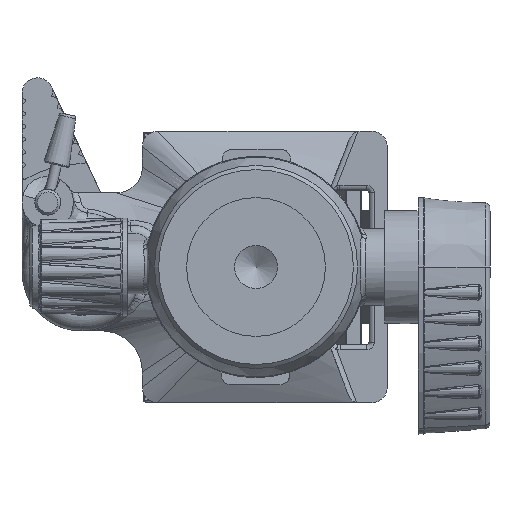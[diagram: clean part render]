
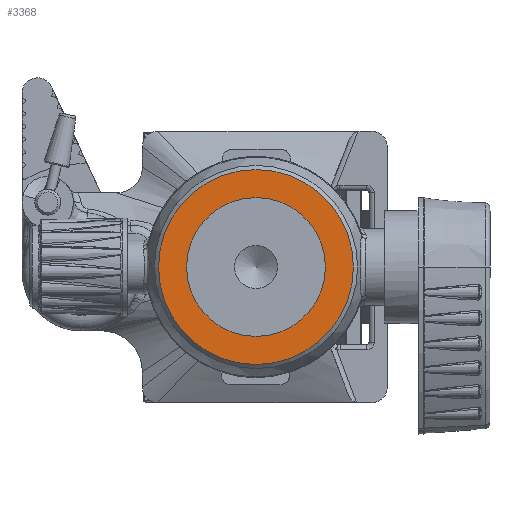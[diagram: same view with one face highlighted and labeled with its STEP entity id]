
A CAD part, front view. The second image highlights one B-rep face of the part: STEP entity #3368.
In plain terms, the highlighted planar face has unit normal (0, -1, 0).
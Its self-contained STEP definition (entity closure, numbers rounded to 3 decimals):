
#3306=CARTESIAN_POINT('',(-18.95,-1.5,0.));
#3307=VERTEX_POINT('',#3306);
#3308=CARTESIAN_POINT('',(0.0,-1.5,0.0));
#3309=DIRECTION('',(0.0,1.0,0.0));
#3310=DIRECTION('',(1.0,0.0,0.0));
#3311=AXIS2_PLACEMENT_3D('',#3308,#3309,#3310);
#3312=CIRCLE('',#3311,18.95);
#3313=EDGE_CURVE('',#3307,#3307,#3312,.T.);
#3349=CARTESIAN_POINT('',(-16.625,-1.5,0.0));
#3350=DIRECTION('',(0.0,-1.0,0.0));
#3351=DIRECTION('',(0.0,0.0,-1.0));
#3352=AXIS2_PLACEMENT_3D('',#3349,#3350,#3351);
#3353=PLANE('',#3352);
#3354=ORIENTED_EDGE('',*,*,#3313,.F.);
#3355=EDGE_LOOP('',(#3354));
#3356=FACE_OUTER_BOUND('',#3355,.T.);
#3357=CARTESIAN_POINT('',(-13.5,-1.5,0.0));
#3358=VERTEX_POINT('',#3357);
#3359=CARTESIAN_POINT('',(0.0,-1.5,0.0));
#3360=DIRECTION('',(0.0,1.0,0.0));
#3361=DIRECTION('',(-1.0,0.0,0.0));
#3362=AXIS2_PLACEMENT_3D('',#3359,#3360,#3361);
#3363=CIRCLE('',#3362,13.5);
#3364=EDGE_CURVE('',#3358,#3358,#3363,.T.);
#3365=ORIENTED_EDGE('',*,*,#3364,.T.);
#3366=EDGE_LOOP('',(#3365));
#3367=FACE_BOUND('',#3366,.T.);
#3368=ADVANCED_FACE('',(#3356,#3367),#3353,.T.);
